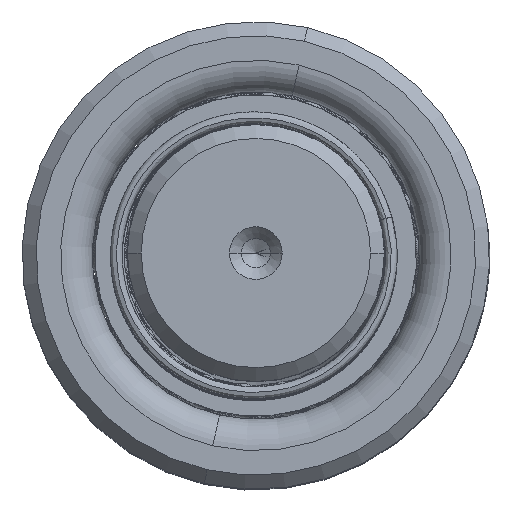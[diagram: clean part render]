
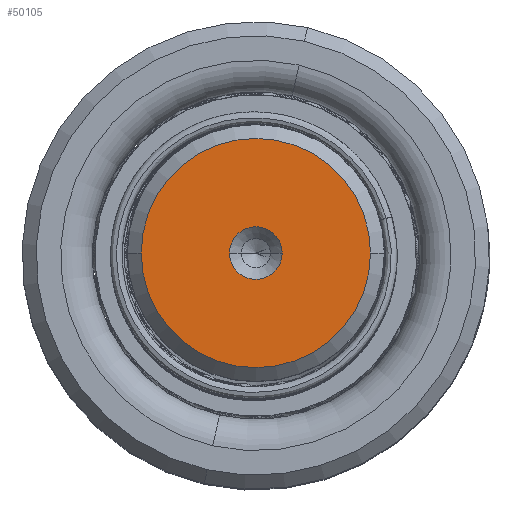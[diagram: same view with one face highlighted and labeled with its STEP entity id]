
A CAD part, top view. The second image highlights one B-rep face of the part: STEP entity #50105.
In plain terms, the highlighted planar face has unit normal (0, 0, 1).
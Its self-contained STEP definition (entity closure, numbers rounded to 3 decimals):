
#399 = VERTEX_POINT ( 'NONE', #22749 ) ;
#1780 = EDGE_LOOP ( 'NONE', ( #44249, #31237 ) ) ;
#3030 = CIRCLE ( 'NONE', #4042, 2.25 ) ;
#3160 = CARTESIAN_POINT ( 'NONE',  ( 0., 0., 170. ) ) ;
#3646 = PLANE ( 'NONE',  #42892 ) ;
#3820 = ORIENTED_EDGE ( 'NONE', *, *, #50829, .T. ) ;
#4041 = VERTEX_POINT ( 'NONE', #8286 ) ;
#4042 = AXIS2_PLACEMENT_3D ( 'NONE', #50031, #22220, #45993 ) ;
#6280 = CARTESIAN_POINT ( 'NONE',  ( 0., 0., 170. ) ) ;
#7397 = AXIS2_PLACEMENT_3D ( 'NONE', #19714, #47878, #39953 ) ;
#8058 = ORIENTED_EDGE ( 'NONE', *, *, #25712, .T. ) ;
#8286 = CARTESIAN_POINT ( 'NONE',  ( -9.809, 0., 170. ) ) ;
#8331 = VERTEX_POINT ( 'NONE', #34690 ) ;
#8596 = AXIS2_PLACEMENT_3D ( 'NONE', #6280, #34894, #22534 ) ;
#10921 = EDGE_CURVE ( 'NONE', #8331, #18420, #3030, .T. ) ;
#12880 = FACE_OUTER_BOUND ( 'NONE', #13991, .T. ) ;
#13561 = CIRCLE ( 'NONE', #8596, 2.25 ) ;
#13991 = EDGE_LOOP ( 'NONE', ( #8058, #3820 ) ) ;
#14127 = CIRCLE ( 'NONE', #7397, 9.809 ) ;
#18420 = VERTEX_POINT ( 'NONE', #33040 ) ;
#19714 = CARTESIAN_POINT ( 'NONE',  ( 0., 0., 170. ) ) ;
#22220 = DIRECTION ( 'NONE',  ( 0., 0., 1. ) ) ;
#22534 = DIRECTION ( 'NONE',  ( 1., 0., 0. ) ) ;
#22749 = CARTESIAN_POINT ( 'NONE',  ( 9.809, 0., 170. ) ) ;
#25712 = EDGE_CURVE ( 'NONE', #4041, #399, #51039, .T. ) ;
#27395 = FACE_BOUND ( 'NONE', #1780, .T. ) ;
#31237 = ORIENTED_EDGE ( 'NONE', *, *, #10921, .F. ) ;
#31898 = DIRECTION ( 'NONE',  ( 1., 0., 0. ) ) ;
#32455 = AXIS2_PLACEMENT_3D ( 'NONE', #35527, #40608, #35353 ) ;
#33040 = CARTESIAN_POINT ( 'NONE',  ( 2.25, 0., 170. ) ) ;
#33614 = EDGE_CURVE ( 'NONE', #18420, #8331, #13561, .T. ) ;
#34690 = CARTESIAN_POINT ( 'NONE',  ( -2.25, 0., 170. ) ) ;
#34894 = DIRECTION ( 'NONE',  ( 0., 0., 1. ) ) ;
#35353 = DIRECTION ( 'NONE',  ( 1., 0., 0. ) ) ;
#35527 = CARTESIAN_POINT ( 'NONE',  ( 0., 0., 170. ) ) ;
#39953 = DIRECTION ( 'NONE',  ( 1., 0., 0. ) ) ;
#40608 = DIRECTION ( 'NONE',  ( 0., 0., 1. ) ) ;
#42892 = AXIS2_PLACEMENT_3D ( 'NONE', #3160, #47454, #31898 ) ;
#44249 = ORIENTED_EDGE ( 'NONE', *, *, #33614, .F. ) ;
#45993 = DIRECTION ( 'NONE',  ( 1., 0., 0. ) ) ;
#47454 = DIRECTION ( 'NONE',  ( 0., 0., 1. ) ) ;
#47878 = DIRECTION ( 'NONE',  ( 0., 0., 1. ) ) ;
#50031 = CARTESIAN_POINT ( 'NONE',  ( 0., 0., 170. ) ) ;
#50105 = ADVANCED_FACE ( 'NONE', ( #27395, #12880 ), #3646, .T. ) ;
#50829 = EDGE_CURVE ( 'NONE', #399, #4041, #14127, .T. ) ;
#51039 = CIRCLE ( 'NONE', #32455, 9.809 ) ;
